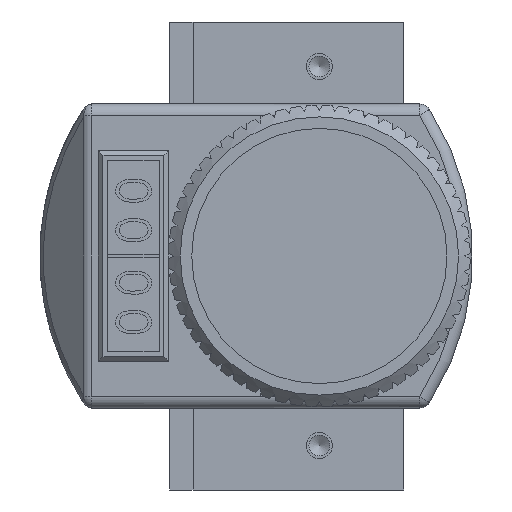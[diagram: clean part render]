
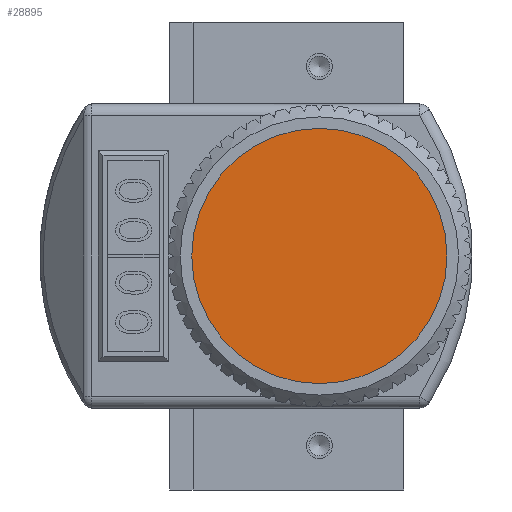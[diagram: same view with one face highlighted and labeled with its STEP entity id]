
A CAD part, left-side view. The second image highlights one B-rep face of the part: STEP entity #28895.
In plain terms, the highlighted planar face has unit normal (-1, 0, 0).
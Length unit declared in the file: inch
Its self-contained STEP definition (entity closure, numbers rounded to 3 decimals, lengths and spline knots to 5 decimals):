
#46 = DIRECTION ( 'NONE',  ( 0., 0., 1. ) ) ;
#4421 = VERTEX_POINT ( 'NONE', #16079 ) ;
#5380 = CIRCLE ( 'NONE', #17054, 0.54541 ) ;
#13317 = DIRECTION ( 'NONE',  ( 0., 0., 1. ) ) ;
#13350 = DIRECTION ( 'NONE',  ( -1., 0., 0. ) ) ;
#16079 = CARTESIAN_POINT ( 'NONE',  ( -4.99, -0.14, 0.54541 ) ) ;
#16254 = PLANE ( 'NONE',  #18189 ) ;
#17054 = AXIS2_PLACEMENT_3D ( 'NONE', #29781, #13350, #46 ) ;
#18176 = ORIENTED_EDGE ( 'NONE', *, *, #19863, .T. ) ;
#18189 = AXIS2_PLACEMENT_3D ( 'NONE', #19196, #29624, #13317 ) ;
#19196 = CARTESIAN_POINT ( 'NONE',  ( -4.99, -0.14, 0. ) ) ;
#19863 = EDGE_CURVE ( 'NONE', #4421, #4421, #5380, .T. ) ;
#28302 = EDGE_LOOP ( 'NONE', ( #18176 ) ) ;
#28895 = ADVANCED_FACE ( 'NONE', ( #30198 ), #16254, .T. ) ;
#29624 = DIRECTION ( 'NONE',  ( -1., 0., 0. ) ) ;
#29781 = CARTESIAN_POINT ( 'NONE',  ( -4.99, -0.14, 0. ) ) ;
#30198 = FACE_OUTER_BOUND ( 'NONE', #28302, .T. ) ;
